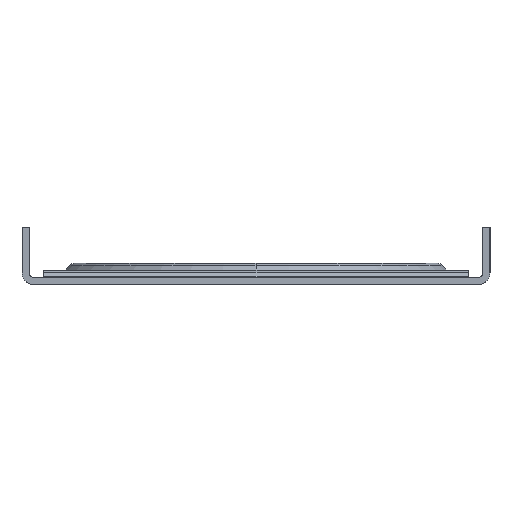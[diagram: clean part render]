
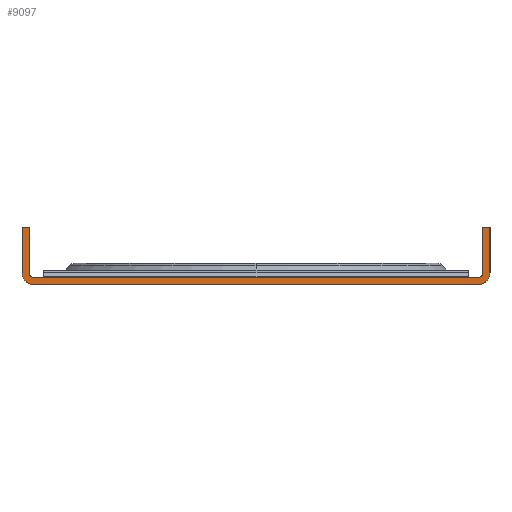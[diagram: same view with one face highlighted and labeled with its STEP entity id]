
A CAD part, left-side view. The second image highlights one B-rep face of the part: STEP entity #9097.
In plain terms, the highlighted planar face has unit normal (-1, 0, 0).
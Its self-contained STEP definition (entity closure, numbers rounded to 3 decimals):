
#6132=DIRECTION('',(0.,0.,1.));
#6133=VECTOR('',#6132,16.);
#6134=CARTESIAN_POINT('',(0.,15.75,4.));
#6135=LINE('',#6134,#6133);
#6136=CARTESIAN_POINT('',(0.,19.75,4.));
#6137=DIRECTION('',(-1.,0.,0.));
#6138=DIRECTION('',(0.,0.,-1.));
#6139=AXIS2_PLACEMENT_3D('',#6136,#6137,#6138);
#6141=DIRECTION('',(0.,-1.,0.));
#6142=VECTOR('',#6141,157.5);
#6143=CARTESIAN_POINT('',(0.,177.25,0.));
#6144=LINE('',#6143,#6142);
#6145=CARTESIAN_POINT('',(0.,177.25,4.));
#6146=DIRECTION('',(-1.,0.,0.));
#6147=DIRECTION('',(0.,1.,0.));
#6148=AXIS2_PLACEMENT_3D('',#6145,#6146,#6147);
#6150=DIRECTION('',(0.,0.,-1.));
#6151=VECTOR('',#6150,16.);
#6152=CARTESIAN_POINT('',(0.,181.25,20.));
#6153=LINE('',#6152,#6151);
#6154=DIRECTION('',(0.,1.,0.));
#6155=VECTOR('',#6154,2.5);
#6156=CARTESIAN_POINT('',(0.,178.75,20.));
#6157=LINE('',#6156,#6155);
#6158=CARTESIAN_POINT('',(0.,177.25,4.));
#6159=DIRECTION('',(1.,0.,0.));
#6160=DIRECTION('',(0.,0.,-1.));
#6161=AXIS2_PLACEMENT_3D('',#6158,#6159,#6160);
#6163=CARTESIAN_POINT('',(0.,19.75,4.));
#6164=DIRECTION('',(1.,0.,0.));
#6165=DIRECTION('',(0.,-1.,0.));
#6166=AXIS2_PLACEMENT_3D('',#6163,#6164,#6165);
#6176=DIRECTION('',(0.,-1.,0.));
#6177=VECTOR('',#6176,2.5);
#6178=CARTESIAN_POINT('',(0.,18.25,20.));
#6179=LINE('',#6178,#6177);
#6184=DIRECTION('',(0.,0.,1.));
#6185=VECTOR('',#6184,16.);
#6186=CARTESIAN_POINT('',(0.,18.25,4.));
#6187=LINE('',#6186,#6185);
#6212=DIRECTION('',(0.,-1.,0.));
#6213=VECTOR('',#6212,157.5);
#6214=CARTESIAN_POINT('',(0.,177.25,2.5));
#6215=LINE('',#6214,#6213);
#7525=DIRECTION('',(0.,0.,-1.));
#7526=VECTOR('',#7525,16.);
#7527=CARTESIAN_POINT('',(0.,178.75,20.));
#7528=LINE('',#7527,#7526);
#8368=CARTESIAN_POINT('',(0.,181.25,20.));
#8369=VERTEX_POINT('',#8368);
#8370=CARTESIAN_POINT('',(0.,181.25,4.));
#8371=VERTEX_POINT('',#8370);
#8372=CARTESIAN_POINT('',(0.,19.75,0.));
#8373=CARTESIAN_POINT('',(0.,15.75,4.));
#8374=VERTEX_POINT('',#8372);
#8375=VERTEX_POINT('',#8373);
#8381=CARTESIAN_POINT('',(0.,15.75,20.));
#8382=VERTEX_POINT('',#8381);
#8647=CARTESIAN_POINT('',(0.,177.25,0.));
#8648=VERTEX_POINT('',#8647);
#8754=CARTESIAN_POINT('',(0.,178.75,20.));
#8755=CARTESIAN_POINT('',(0.,178.75,4.));
#8756=VERTEX_POINT('',#8754);
#8757=VERTEX_POINT('',#8755);
#8766=CARTESIAN_POINT('',(0.,18.25,4.));
#8767=CARTESIAN_POINT('',(0.,18.25,20.));
#8768=VERTEX_POINT('',#8766);
#8769=VERTEX_POINT('',#8767);
#8772=CARTESIAN_POINT('',(0.,19.75,2.5));
#8773=VERTEX_POINT('',#8772);
#8777=CARTESIAN_POINT('',(0.,177.25,2.5));
#8778=VERTEX_POINT('',#8777);
#9068=CARTESIAN_POINT('',(0.,14.25,18.244));
#9069=DIRECTION('',(-1.,0.,0.));
#9070=DIRECTION('',(0.,0.,-1.));
#9071=AXIS2_PLACEMENT_3D('',#9068,#9069,#9070);
#9072=PLANE('',#9071);
#9074=ORIENTED_EDGE('',*,*,#9073,.F.);
#9076=ORIENTED_EDGE('',*,*,#9075,.F.);
#9078=ORIENTED_EDGE('',*,*,#9077,.F.);
#9079=ORIENTED_EDGE('',*,*,#9057,.F.);
#9080=ORIENTED_EDGE('',*,*,#9046,.F.);
#9082=ORIENTED_EDGE('',*,*,#9081,.F.);
#9084=ORIENTED_EDGE('',*,*,#9083,.T.);
#9086=ORIENTED_EDGE('',*,*,#9085,.F.);
#9088=ORIENTED_EDGE('',*,*,#9087,.T.);
#9090=ORIENTED_EDGE('',*,*,#9089,.F.);
#9092=ORIENTED_EDGE('',*,*,#9091,.T.);
#9094=ORIENTED_EDGE('',*,*,#9093,.T.);
#9095=EDGE_LOOP('',(#9074,#9076,#9078,#9079,#9080,#9082,#9084,#9086,#9088,#9090,
#9092,#9094));
#9096=FACE_OUTER_BOUND('',#9095,.F.);
#9097=ADVANCED_FACE('',(#9096),#9072,.T.);
#6140=CIRCLE('',#6139,4.);
#6149=CIRCLE('',#6148,4.);
#6162=CIRCLE('',#6161,1.5);
#6167=CIRCLE('',#6166,1.5);
#9046=EDGE_CURVE('',#8369,#8371,#6153,.T.);
#9057=EDGE_CURVE('',#8371,#8648,#6149,.T.);
#9073=EDGE_CURVE('',#8375,#8382,#6135,.T.);
#9075=EDGE_CURVE('',#8374,#8375,#6140,.T.);
#9077=EDGE_CURVE('',#8648,#8374,#6144,.T.);
#9081=EDGE_CURVE('',#8756,#8369,#6157,.T.);
#9083=EDGE_CURVE('',#8756,#8757,#7528,.T.);
#9085=EDGE_CURVE('',#8778,#8757,#6162,.T.);
#9087=EDGE_CURVE('',#8778,#8773,#6215,.T.);
#9089=EDGE_CURVE('',#8768,#8773,#6167,.T.);
#9091=EDGE_CURVE('',#8768,#8769,#6187,.T.);
#9093=EDGE_CURVE('',#8769,#8382,#6179,.T.);
